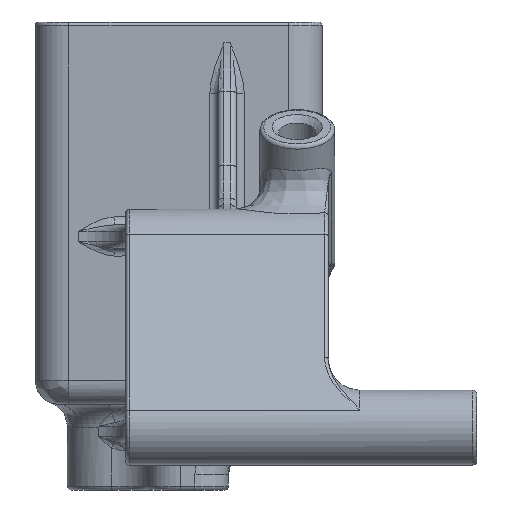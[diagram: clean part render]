
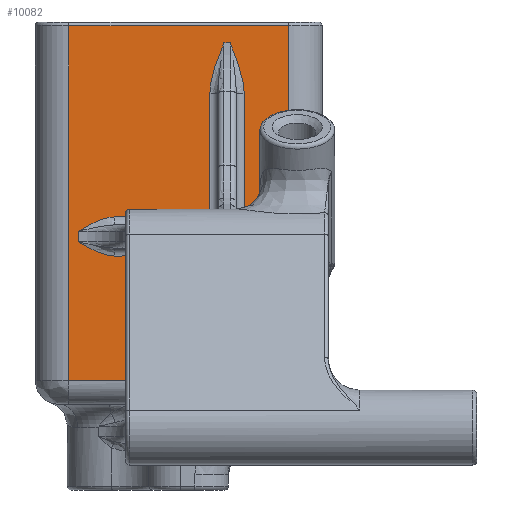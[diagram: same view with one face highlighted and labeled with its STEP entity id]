
A CAD part, left-side view. The second image highlights one B-rep face of the part: STEP entity #10082.
In plain terms, the highlighted planar face has unit normal (-1, 0, 0).
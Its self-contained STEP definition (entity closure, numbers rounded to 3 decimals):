
#282=PLANE('',#11042);
#713=LINE('',#17591,#1182);
#749=LINE('',#17997,#1218);
#757=LINE('',#18092,#1226);
#758=LINE('',#18096,#1227);
#759=LINE('',#18107,#1228);
#760=LINE('',#18117,#1229);
#761=LINE('',#18128,#1230);
#762=LINE('',#18130,#1231);
#763=LINE('',#18132,#1232);
#764=LINE('',#18134,#1233);
#765=LINE('',#18136,#1234);
#766=LINE('',#18138,#1235);
#767=LINE('',#18140,#1236);
#768=LINE('',#18141,#1237);
#1182=VECTOR('',#12732,10.);
#1218=VECTOR('',#12974,10.);
#1226=VECTOR('',#13008,10.);
#1227=VECTOR('',#13013,10.);
#1228=VECTOR('',#13014,10.);
#1229=VECTOR('',#13015,10.);
#1230=VECTOR('',#13016,10.);
#1231=VECTOR('',#13017,10.);
#1232=VECTOR('',#13018,10.);
#1233=VECTOR('',#13019,10.);
#1234=VECTOR('',#13020,10.);
#1235=VECTOR('',#13021,10.);
#1236=VECTOR('',#13022,10.);
#1237=VECTOR('',#13023,10.);
#1690=FACE_OUTER_BOUND('',#2399,.T.);
#2399=EDGE_LOOP('',(#7349,#7350,#7351,#7352,#7353,#7354,#7355,#7356,#7357,
#7358,#7359,#7360,#7361,#7362,#7363,#7364,#7365,#7366));
#3874=B_SPLINE_CURVE_WITH_KNOTS('',3,(#17985,#17986,#17987,#17988,#17989,
#17990,#17991,#17992),.UNSPECIFIED.,.F.,.F.,(4,2,1,1,4),(-0.341,
-0.34,-0.204,-0.136,0.),
 .UNSPECIFIED.);
#3880=B_SPLINE_CURVE_WITH_KNOTS('',3,(#18098,#18099,#18100,#18101,#18102,
#18103,#18104,#18105),.UNSPECIFIED.,.F.,.F.,(4,2,1,1,4),(-0.25,
-0.249,-0.1,-0.05,0.),
 .UNSPECIFIED.);
#3881=B_SPLINE_CURVE_WITH_KNOTS('',3,(#18108,#18109,#18110,#18111,#18112,
#18113,#18114,#18115),.UNSPECIFIED.,.F.,.F.,(4,1,1,2,4),(-0.249,
-0.149,-0.1,0.,0.001),
 .UNSPECIFIED.);
#3882=B_SPLINE_CURVE_WITH_KNOTS('',3,(#18119,#18120,#18121,#18122,#18123,
#18124,#18125,#18126),.UNSPECIFIED.,.F.,.F.,(4,1,1,2,4),(-0.34,
-0.204,-0.136,0.,0.001),
 .UNSPECIFIED.);
#4364=VERTEX_POINT('',#17584);
#4367=VERTEX_POINT('',#17589);
#4436=VERTEX_POINT('',#17973);
#4438=VERTEX_POINT('',#17976);
#4439=VERTEX_POINT('',#17994);
#4454=VERTEX_POINT('',#18091);
#4455=VERTEX_POINT('',#18095);
#4456=VERTEX_POINT('',#18097);
#4457=VERTEX_POINT('',#18106);
#4458=VERTEX_POINT('',#18116);
#4459=VERTEX_POINT('',#18118);
#4460=VERTEX_POINT('',#18127);
#4461=VERTEX_POINT('',#18129);
#4462=VERTEX_POINT('',#18131);
#4463=VERTEX_POINT('',#18133);
#4464=VERTEX_POINT('',#18135);
#4465=VERTEX_POINT('',#18137);
#4466=VERTEX_POINT('',#18139);
#5369=EDGE_CURVE('',#4367,#4364,#713,.T.);
#5480=EDGE_CURVE('',#4438,#4436,#3874,.T.);
#5483=EDGE_CURVE('',#4436,#4439,#749,.T.);
#5503=EDGE_CURVE('',#4439,#4454,#757,.T.);
#5505=EDGE_CURVE('',#4455,#4367,#758,.T.);
#5506=EDGE_CURVE('',#4456,#4455,#3880,.T.);
#5507=EDGE_CURVE('',#4457,#4456,#759,.T.);
#5508=EDGE_CURVE('',#4454,#4457,#3881,.T.);
#5509=EDGE_CURVE('',#4458,#4438,#760,.T.);
#5510=EDGE_CURVE('',#4459,#4458,#3882,.T.);
#5511=EDGE_CURVE('',#4460,#4459,#761,.T.);
#5512=EDGE_CURVE('',#4461,#4460,#762,.T.);
#5513=EDGE_CURVE('',#4462,#4461,#763,.T.);
#5514=EDGE_CURVE('',#4463,#4462,#764,.T.);
#5515=EDGE_CURVE('',#4464,#4463,#765,.T.);
#5516=EDGE_CURVE('',#4465,#4464,#766,.T.);
#5517=EDGE_CURVE('',#4466,#4465,#767,.T.);
#5518=EDGE_CURVE('',#4364,#4466,#768,.T.);
#7349=ORIENTED_EDGE('',*,*,#5369,.F.);
#7350=ORIENTED_EDGE('',*,*,#5505,.F.);
#7351=ORIENTED_EDGE('',*,*,#5506,.F.);
#7352=ORIENTED_EDGE('',*,*,#5507,.F.);
#7353=ORIENTED_EDGE('',*,*,#5508,.F.);
#7354=ORIENTED_EDGE('',*,*,#5503,.F.);
#7355=ORIENTED_EDGE('',*,*,#5483,.F.);
#7356=ORIENTED_EDGE('',*,*,#5480,.F.);
#7357=ORIENTED_EDGE('',*,*,#5509,.F.);
#7358=ORIENTED_EDGE('',*,*,#5510,.F.);
#7359=ORIENTED_EDGE('',*,*,#5511,.F.);
#7360=ORIENTED_EDGE('',*,*,#5512,.F.);
#7361=ORIENTED_EDGE('',*,*,#5513,.F.);
#7362=ORIENTED_EDGE('',*,*,#5514,.F.);
#7363=ORIENTED_EDGE('',*,*,#5515,.F.);
#7364=ORIENTED_EDGE('',*,*,#5516,.F.);
#7365=ORIENTED_EDGE('',*,*,#5517,.F.);
#7366=ORIENTED_EDGE('',*,*,#5518,.F.);
#10082=ADVANCED_FACE('',(#1690),#282,.F.);
#11042=AXIS2_PLACEMENT_3D('',#18094,#13011,#13012);
#12732=DIRECTION('',(0.,0.,-1.));
#12974=DIRECTION('',(0.,0.,-1.));
#13008=DIRECTION('',(0.,1.,0.));
#13011=DIRECTION('center_axis',(1.,0.,0.));
#13012=DIRECTION('ref_axis',(0.,-1.,0.));
#13013=DIRECTION('',(0.,-1.,0.));
#13014=DIRECTION('',(0.,0.,-1.));
#13015=DIRECTION('',(0.,1.,0.));
#13016=DIRECTION('',(0.,0.,1.));
#13017=DIRECTION('',(0.,1.,0.));
#13018=DIRECTION('',(0.,0.,-1.));
#13019=DIRECTION('',(0.,-1.,0.));
#13020=DIRECTION('',(0.,0.,1.));
#13021=DIRECTION('',(0.,1.,0.));
#13022=DIRECTION('',(0.,0.,1.));
#13023=DIRECTION('',(0.,1.,0.));
#17584=CARTESIAN_POINT('',(17.55,5.6,-19.5));
#17589=CARTESIAN_POINT('',(17.55,5.6,-9.5));
#17591=CARTESIAN_POINT('',(17.55,5.6,-1.625));
#17973=CARTESIAN_POINT('',(17.55,5.6,0.889));
#17976=CARTESIAN_POINT('',(17.55,4.7,4.162));
#17985=CARTESIAN_POINT('Ctrl Pts',(17.55,4.7,4.162));
#17986=CARTESIAN_POINT('Ctrl Pts',(17.55,4.701,4.159));
#17987=CARTESIAN_POINT('Ctrl Pts',(17.55,4.702,4.156));
#17988=CARTESIAN_POINT('Ctrl Pts',(17.55,4.874,3.733));
#17989=CARTESIAN_POINT('Ctrl Pts',(17.55,5.13,3.1));
#17990=CARTESIAN_POINT('Ctrl Pts',(17.55,5.472,2.022));
#17991=CARTESIAN_POINT('Ctrl Pts',(17.55,5.6,1.343));
#17992=CARTESIAN_POINT('Ctrl Pts',(17.55,5.6,0.889));
#17994=CARTESIAN_POINT('',(17.55,5.6,-7.));
#17997=CARTESIAN_POINT('',(17.55,5.6,-1.625));
#18091=CARTESIAN_POINT('',(17.55,11.696,-7.));
#18092=CARTESIAN_POINT('',(17.55,12.82,-7.));
#18094=CARTESIAN_POINT('Origin',(17.55,14.64,5.5));
#18095=CARTESIAN_POINT('',(17.55,11.696,-9.5));
#18096=CARTESIAN_POINT('',(17.55,12.82,-9.5));
#18097=CARTESIAN_POINT('',(17.55,14.,-8.6));
#18098=CARTESIAN_POINT('Ctrl Pts',(17.55,14.,-8.6));
#18099=CARTESIAN_POINT('Ctrl Pts',(17.55,13.998,-8.601));
#18100=CARTESIAN_POINT('Ctrl Pts',(17.55,13.996,-8.602));
#18101=CARTESIAN_POINT('Ctrl Pts',(17.55,13.567,-8.86));
#18102=CARTESIAN_POINT('Ctrl Pts',(17.55,12.991,-9.207));
#18103=CARTESIAN_POINT('Ctrl Pts',(17.55,12.196,-9.458));
#18104=CARTESIAN_POINT('Ctrl Pts',(17.55,11.862,-9.5));
#18105=CARTESIAN_POINT('Ctrl Pts',(17.55,11.696,-9.5));
#18106=CARTESIAN_POINT('',(17.55,14.,-7.9));
#18107=CARTESIAN_POINT('',(17.55,14.,-4.6));
#18108=CARTESIAN_POINT('Ctrl Pts',(17.55,11.696,-7.));
#18109=CARTESIAN_POINT('Ctrl Pts',(17.55,12.028,-7.));
#18110=CARTESIAN_POINT('Ctrl Pts',(17.55,12.522,-7.124));
#18111=CARTESIAN_POINT('Ctrl Pts',(17.55,13.276,-7.466));
#18112=CARTESIAN_POINT('Ctrl Pts',(17.55,13.709,-7.726));
#18113=CARTESIAN_POINT('Ctrl Pts',(17.55,13.996,-7.898));
#18114=CARTESIAN_POINT('Ctrl Pts',(17.55,13.998,-7.899));
#18115=CARTESIAN_POINT('Ctrl Pts',(17.55,14.,-7.9));
#18116=CARTESIAN_POINT('',(17.55,4.3,4.162));
#18117=CARTESIAN_POINT('',(17.55,9.27,4.162));
#18118=CARTESIAN_POINT('',(17.55,3.4,0.889));
#18119=CARTESIAN_POINT('Ctrl Pts',(17.55,3.4,0.889));
#18120=CARTESIAN_POINT('Ctrl Pts',(17.55,3.4,1.343));
#18121=CARTESIAN_POINT('Ctrl Pts',(17.55,3.528,2.022));
#18122=CARTESIAN_POINT('Ctrl Pts',(17.55,3.87,3.1));
#18123=CARTESIAN_POINT('Ctrl Pts',(17.55,4.126,3.733));
#18124=CARTESIAN_POINT('Ctrl Pts',(17.55,4.298,4.156));
#18125=CARTESIAN_POINT('Ctrl Pts',(17.55,4.299,4.159));
#18126=CARTESIAN_POINT('Ctrl Pts',(17.55,4.3,4.162));
#18127=CARTESIAN_POINT('',(17.55,3.4,-7.));
#18128=CARTESIAN_POINT('',(17.55,3.4,-4.673));
#18129=CARTESIAN_POINT('',(17.55,0.56,-7.));
#18130=CARTESIAN_POINT('',(17.55,12.82,-7.));
#18131=CARTESIAN_POINT('',(17.55,0.56,5.25));
#18132=CARTESIAN_POINT('',(17.55,0.56,5.5));
#18133=CARTESIAN_POINT('',(17.55,14.64,5.25));
#18134=CARTESIAN_POINT('',(17.55,11.29,5.25));
#18135=CARTESIAN_POINT('',(17.55,14.64,-17.5));
#18136=CARTESIAN_POINT('',(17.55,14.64,5.5));
#18137=CARTESIAN_POINT('',(17.55,7.46,-17.5));
#18138=CARTESIAN_POINT('',(17.55,13.383,-17.5));
#18139=CARTESIAN_POINT('',(17.55,7.46,-19.5));
#18140=CARTESIAN_POINT('',(17.55,7.46,-9.5));
#18141=CARTESIAN_POINT('',(17.55,12.82,-19.5));
